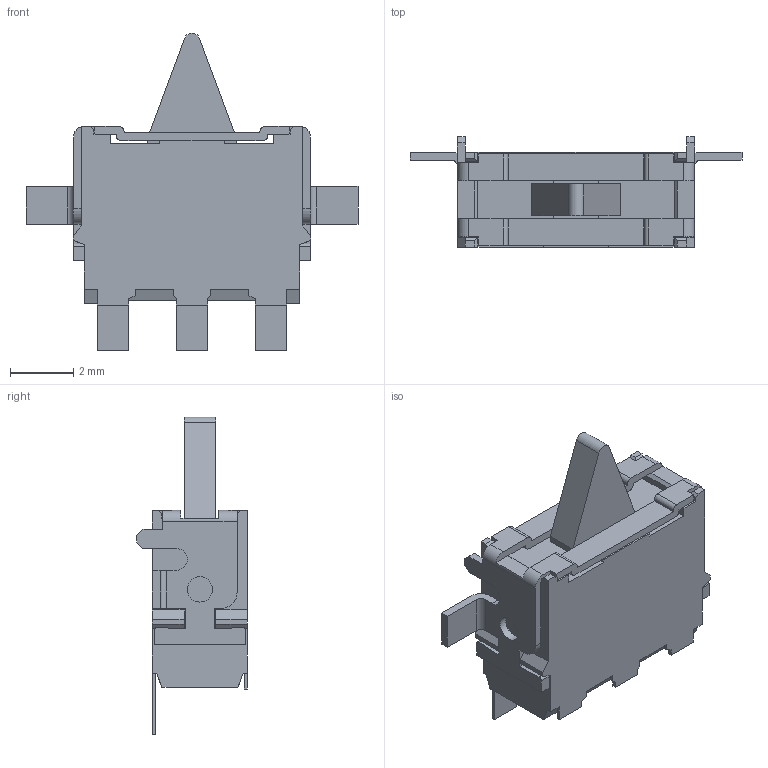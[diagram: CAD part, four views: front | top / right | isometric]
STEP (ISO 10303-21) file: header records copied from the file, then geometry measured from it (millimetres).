
FILE_DESCRIPTION(/* description */ ('STEP AP203'),/* implementation_level */ '2;1');
FILE_NAME(/* name */ 'ESE24MH1.stp',/* time_stamp */ '2020-01-23T15:25:46+01:00',/* author */ ('sascha.thieltges'),/* organization */ (''),/* preprocessor_version */ 'ST-DEVELOPER v18',/* originating_system */ 'Autodesk Inventor 2020',/* authorisation */ '');
FILE_SCHEMA (('AUTOMOTIVE_DESIGN { 1 0 10303 214 3 1 1 }'));
Length unit declared in the file: millimetre
Products named in the file (1): ESE24MH1
Bounding box: 10.5 x 3.5 x 10.05 mm (x, y, z)
Volume: 119.1 mm3; surface area: 226.7 mm2
Topology: 1 solids, 1 shells, 251 faces, 744 edges, 489 vertices
Faces by surface type: plane 225, cylinder 26
Full cylindrical faces by diameter (mm): 0.8 x2
Entity records: 8437 total; most frequent: CARTESIAN_POINT 1497, ORIENTED_EDGE 1488, DIRECTION 1310, EDGE_CURVE 744, LINE 678, VECTOR 678, VERTEX_POINT 489, AXIS2_PLACEMENT_3D 316
